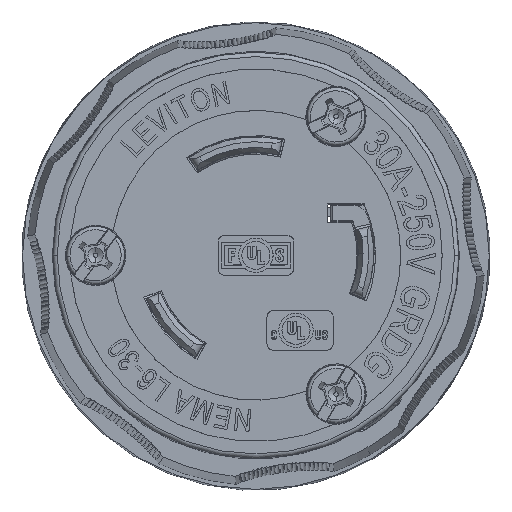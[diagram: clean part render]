
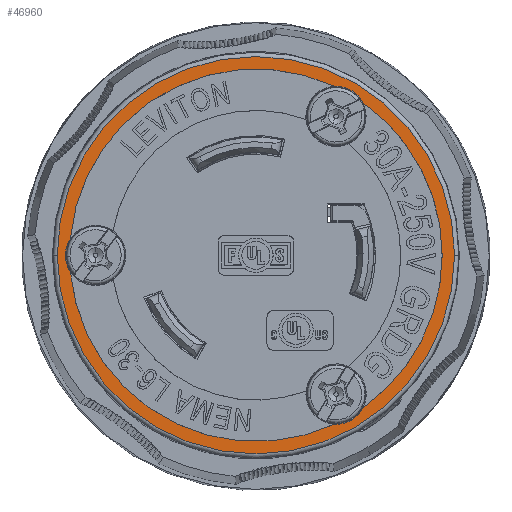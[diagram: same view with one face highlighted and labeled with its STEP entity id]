
A CAD part, top view. The second image highlights one B-rep face of the part: STEP entity #46960.
In plain terms, the highlighted planar face has unit normal (0, 0, 1).
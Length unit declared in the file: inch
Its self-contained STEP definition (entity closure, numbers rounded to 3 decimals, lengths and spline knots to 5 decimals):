
#659 = CIRCLE ( 'NONE', #190758, 0.84372 ) ;
#6754 = DIRECTION ( 'NONE',  ( 1., 0., 0. ) ) ;
#7392 = CARTESIAN_POINT ( 'NONE',  ( 0.35551, -0.76516, 0. ) ) ;
#8111 = CIRCLE ( 'NONE', #32273, 0.13663 ) ;
#8439 = VERTEX_POINT ( 'NONE', #92435 ) ;
#10155 = DIRECTION ( 'NONE',  ( 1., 0., 0. ) ) ;
#10557 = AXIS2_PLACEMENT_3D ( 'NONE', #195196, #160599, #45885 ) ;
#10890 = CARTESIAN_POINT ( 'NONE',  ( 0.84372, 0., 0. ) ) ;
#11902 = CARTESIAN_POINT ( 'NONE',  ( 0., 0., 0. ) ) ;
#12238 = CARTESIAN_POINT ( 'NONE',  ( -0.84041, 0.0747, 0. ) ) ;
#12899 = EDGE_CURVE ( 'NONE', #157050, #139563, #190621, .T. ) ;
#15539 = DIRECTION ( 'NONE',  ( 1., 0., 0. ) ) ;
#16796 = EDGE_CURVE ( 'NONE', #91289, #60785, #659, .T. ) ;
#19625 = EDGE_CURVE ( 'NONE', #131984, #86232, #125531, .T. ) ;
#21523 = AXIS2_PLACEMENT_3D ( 'NONE', #177404, #192575, #161162 ) ;
#22246 = CARTESIAN_POINT ( 'NONE',  ( 0.48489, -0.69046, 0. ) ) ;
#28007 = EDGE_CURVE ( 'NONE', #149640, #157050, #153592, .T. ) ;
#30664 = DIRECTION ( 'NONE',  ( 1., 0., 0. ) ) ;
#32273 = AXIS2_PLACEMENT_3D ( 'NONE', #163135, #114446, #180447 ) ;
#33263 = VERTEX_POINT ( 'NONE', #57053 ) ;
#36247 = DIRECTION ( 'NONE',  ( 0., 0., 1. ) ) ;
#39174 = FACE_BOUND ( 'NONE', #57274, .T. ) ;
#39989 = ORIENTED_EDGE ( 'NONE', *, *, #181131, .F. ) ;
#44799 = EDGE_CURVE ( 'NONE', #8439, #91289, #8111, .T. ) ;
#45885 = DIRECTION ( 'NONE',  ( 1., 0., 0. ) ) ;
#46960 = ADVANCED_FACE ( 'NONE', ( #145590, #39174 ), #184181, .T. ) ;
#54893 = DIRECTION ( 'NONE',  ( 1., 0., 0. ) ) ;
#56599 = ORIENTED_EDGE ( 'NONE', *, *, #16796, .F. ) ;
#56652 = DIRECTION ( 'NONE',  ( 0., 0., 1. ) ) ;
#57053 = CARTESIAN_POINT ( 'NONE',  ( -0.89962, 0., 0. ) ) ;
#57274 = EDGE_LOOP ( 'NONE', ( #39989, #144592, #130937, #158779, #56599, #176805, #124707, #103263 ) ) ;
#60314 = AXIS2_PLACEMENT_3D ( 'NONE', #11902, #206684, #94045 ) ;
#60785 = VERTEX_POINT ( 'NONE', #7392 ) ;
#61380 = AXIS2_PLACEMENT_3D ( 'NONE', #130218, #210345, #15539 ) ;
#63346 = CIRCLE ( 'NONE', #184290, 0.13663 ) ;
#73600 = CARTESIAN_POINT ( 'NONE',  ( 0.363, 0.62873, 0. ) ) ;
#86232 = VERTEX_POINT ( 'NONE', #12238 ) ;
#88872 = DIRECTION ( 'NONE',  ( 0., 0., 1. ) ) ;
#91289 = VERTEX_POINT ( 'NONE', #137280 ) ;
#91751 = ORIENTED_EDGE ( 'NONE', *, *, #177682, .T. ) ;
#92435 = CARTESIAN_POINT ( 'NONE',  ( -0.86263, 0., 0. ) ) ;
#94045 = DIRECTION ( 'NONE',  ( 1., 0., 0. ) ) ;
#94363 = AXIS2_PLACEMENT_3D ( 'NONE', #122473, #88872, #6754 ) ;
#95621 = DIRECTION ( 'NONE',  ( 0., 0., 1. ) ) ;
#95985 = CARTESIAN_POINT ( 'NONE',  ( 0.35551, 0.76516, 0. ) ) ;
#96456 = EDGE_CURVE ( 'NONE', #152178, #33263, #133946, .T. ) ;
#101184 = CARTESIAN_POINT ( 'NONE',  ( 0.48489, 0.69046, 0. ) ) ;
#101205 = AXIS2_PLACEMENT_3D ( 'NONE', #116387, #36247, #168260 ) ;
#103263 = ORIENTED_EDGE ( 'NONE', *, *, #19625, .F. ) ;
#103762 = CIRCLE ( 'NONE', #10557, 0.13663 ) ;
#107810 = EDGE_LOOP ( 'NONE', ( #146340, #91751 ) ) ;
#112656 = AXIS2_PLACEMENT_3D ( 'NONE', #155511, #95621, #54893 ) ;
#114446 = DIRECTION ( 'NONE',  ( 0., 0., 1. ) ) ;
#116387 = CARTESIAN_POINT ( 'NONE',  ( 0., 0., 0. ) ) ;
#120163 = DIRECTION ( 'NONE',  ( 1., 0., 0. ) ) ;
#122473 = CARTESIAN_POINT ( 'NONE',  ( 0., 0., 0. ) ) ;
#124707 = ORIENTED_EDGE ( 'NONE', *, *, #202568, .F. ) ;
#125531 = CIRCLE ( 'NONE', #101205, 0.84372 ) ;
#130218 = CARTESIAN_POINT ( 'NONE',  ( 0., 0., 0. ) ) ;
#130937 = ORIENTED_EDGE ( 'NONE', *, *, #28007, .F. ) ;
#131984 = VERTEX_POINT ( 'NONE', #95985 ) ;
#133946 = CIRCLE ( 'NONE', #61380, 0.89962 ) ;
#136360 = DIRECTION ( 'NONE',  ( 0., 0., 1. ) ) ;
#136874 = CIRCLE ( 'NONE', #112656, 0.13663 ) ;
#137280 = CARTESIAN_POINT ( 'NONE',  ( -0.84041, -0.0747, 0. ) ) ;
#139563 = VERTEX_POINT ( 'NONE', #101184 ) ;
#144592 = ORIENTED_EDGE ( 'NONE', *, *, #12899, .F. ) ;
#145590 = FACE_OUTER_BOUND ( 'NONE', #107810, .T. ) ;
#146340 = ORIENTED_EDGE ( 'NONE', *, *, #96456, .T. ) ;
#146392 = CARTESIAN_POINT ( 'NONE',  ( 0., 0., 0. ) ) ;
#149640 = VERTEX_POINT ( 'NONE', #22246 ) ;
#152178 = VERTEX_POINT ( 'NONE', #176687 ) ;
#152792 = CIRCLE ( 'NONE', #21523, 0.89962 ) ;
#153592 = CIRCLE ( 'NONE', #60314, 0.84372 ) ;
#155511 = CARTESIAN_POINT ( 'NONE',  ( -0.726, 0., 0. ) ) ;
#155978 = AXIS2_PLACEMENT_3D ( 'NONE', #146392, #178897, #30664 ) ;
#157050 = VERTEX_POINT ( 'NONE', #10890 ) ;
#158779 = ORIENTED_EDGE ( 'NONE', *, *, #163651, .F. ) ;
#160599 = DIRECTION ( 'NONE',  ( 0., 0., 1. ) ) ;
#161162 = DIRECTION ( 'NONE',  ( 1., 0., 0. ) ) ;
#163135 = CARTESIAN_POINT ( 'NONE',  ( -0.726, 0., 0. ) ) ;
#163651 = EDGE_CURVE ( 'NONE', #60785, #149640, #103762, .T. ) ;
#168260 = DIRECTION ( 'NONE',  ( 1., 0., 0. ) ) ;
#176687 = CARTESIAN_POINT ( 'NONE',  ( 0.89962, 0., 0. ) ) ;
#176805 = ORIENTED_EDGE ( 'NONE', *, *, #44799, .F. ) ;
#177404 = CARTESIAN_POINT ( 'NONE',  ( 0., 0., 0. ) ) ;
#177682 = EDGE_CURVE ( 'NONE', #33263, #152178, #152792, .T. ) ;
#178897 = DIRECTION ( 'NONE',  ( 0., 0., 1. ) ) ;
#180447 = DIRECTION ( 'NONE',  ( 1., 0., 0. ) ) ;
#181131 = EDGE_CURVE ( 'NONE', #139563, #131984, #63346, .T. ) ;
#184181 = PLANE ( 'NONE',  #94363 ) ;
#184290 = AXIS2_PLACEMENT_3D ( 'NONE', #73600, #136360, #120163 ) ;
#187596 = CARTESIAN_POINT ( 'NONE',  ( 0., 0., 0. ) ) ;
#190621 = CIRCLE ( 'NONE', #155978, 0.84372 ) ;
#190758 = AXIS2_PLACEMENT_3D ( 'NONE', #187596, #56652, #10155 ) ;
#192575 = DIRECTION ( 'NONE',  ( 0., 0., 1. ) ) ;
#195196 = CARTESIAN_POINT ( 'NONE',  ( 0.363, -0.62873, 0. ) ) ;
#202568 = EDGE_CURVE ( 'NONE', #86232, #8439, #136874, .T. ) ;
#206684 = DIRECTION ( 'NONE',  ( 0., 0., 1. ) ) ;
#210345 = DIRECTION ( 'NONE',  ( 0., 0., 1. ) ) ;
